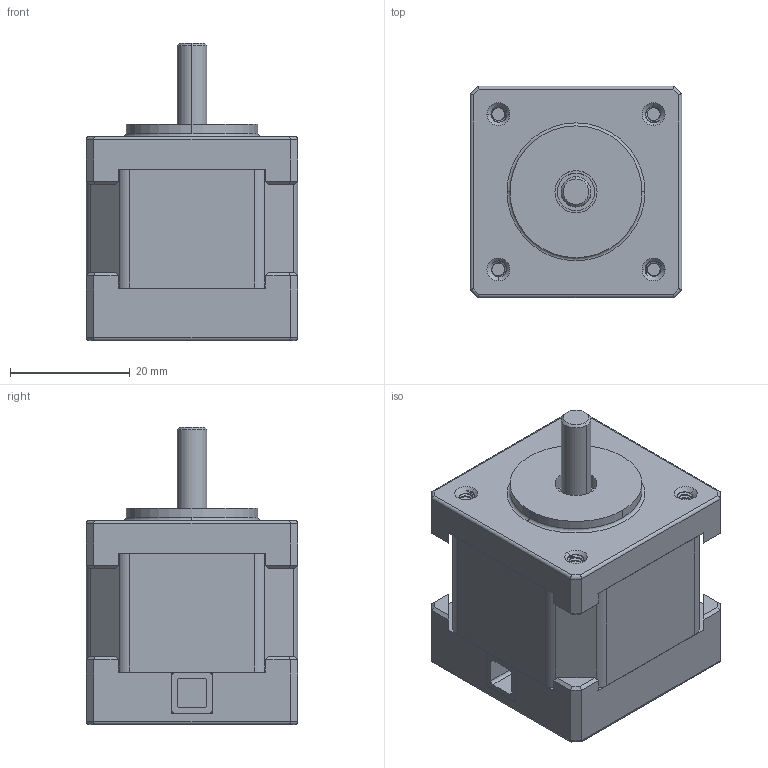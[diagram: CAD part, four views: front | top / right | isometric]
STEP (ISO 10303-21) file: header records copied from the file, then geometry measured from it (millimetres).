
FILE_DESCRIPTION (( 'STEP AP203' ), '1' );
FILE_NAME ('6627T38_Stepper Motor.STEP', '2022-06-13T16:39:28', ( 'Administrator' ), ( 'Managed by Terraform' ), 'SwSTEP 2.0', 'SolidWorks 2017', '' );
FILE_SCHEMA (( 'CONFIG_CONTROL_DESIGN' ));
Length unit declared in the file: inch
Products named in the file (1): 6627T38_Stepper Motor
Bounding box: 35.31 x 35.31 x 49.57 mm (x, y, z)
Volume: 40239.1 mm3; surface area: 15669.2 mm2
Topology: 9 solids, 9 shells, 321 faces, 818 edges, 526 vertices
Faces by surface type: plane 157, cylinder 118, cone 24, bspline 12, torus 10
Entity records: 12079 total; most frequent: CARTESIAN_POINT 4470, ORIENTED_EDGE 1636, DIRECTION 1478, EDGE_CURVE 818, VERTEX_POINT 526, LINE 502, VECTOR 502, AXIS2_PLACEMENT_3D 488
